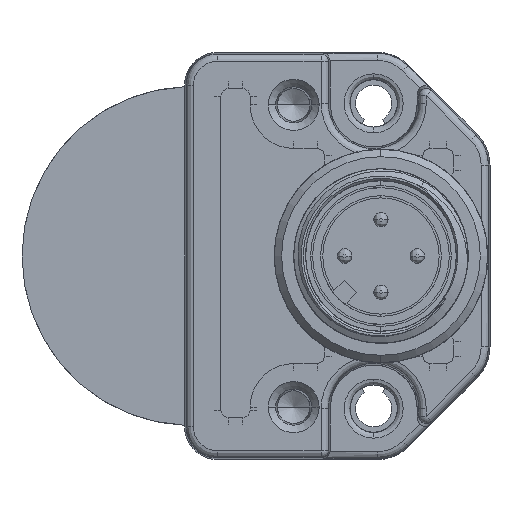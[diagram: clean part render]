
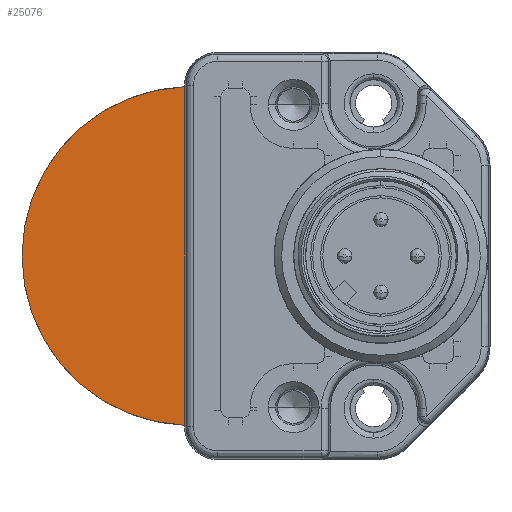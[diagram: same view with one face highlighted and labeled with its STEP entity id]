
A CAD part, left-side view. The second image highlights one B-rep face of the part: STEP entity #25076.
In plain terms, the highlighted planar face has unit normal (-1, 0, 0).
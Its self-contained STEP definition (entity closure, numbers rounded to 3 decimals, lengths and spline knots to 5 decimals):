
#979=DIRECTION('',(0.,0.,1.));
#980=VECTOR('',#979,0.91659);
#981=CARTESIAN_POINT('',(0.,0.82677,-0.4583));
#982=LINE('',#981,#980);
#983=CARTESIAN_POINT('',(0.,0.80846,0.));
#984=DIRECTION('',(-1.,0.,0.));
#985=DIRECTION('',(0.,0.04,0.999));
#986=AXIS2_PLACEMENT_3D('',#983,#984,#985);
#21920=CARTESIAN_POINT('',(0.,0.82677,-0.4583));
#21921=CARTESIAN_POINT('',(0.,0.82677,0.4583));
#21922=VERTEX_POINT('',#21920);
#21923=VERTEX_POINT('',#21921);
#25066=CARTESIAN_POINT('',(0.,0.74941,0.));
#25067=DIRECTION('',(-1.,0.,0.));
#25068=DIRECTION('',(0.,0.,1.));
#25069=AXIS2_PLACEMENT_3D('',#25066,#25067,#25068);
#25070=PLANE('',#25069);
#25072=ORIENTED_EDGE('',*,*,#25071,.F.);
#25073=ORIENTED_EDGE('',*,*,#25054,.F.);
#25074=EDGE_LOOP('',(#25072,#25073));
#25075=FACE_OUTER_BOUND('',#25074,.F.);
#25076=ADVANCED_FACE('',(#25075),#25070,.T.);
#987=CIRCLE('',#986,0.45866);
#25054=EDGE_CURVE('',#21923,#21922,#987,.T.);
#25071=EDGE_CURVE('',#21922,#21923,#982,.T.);
